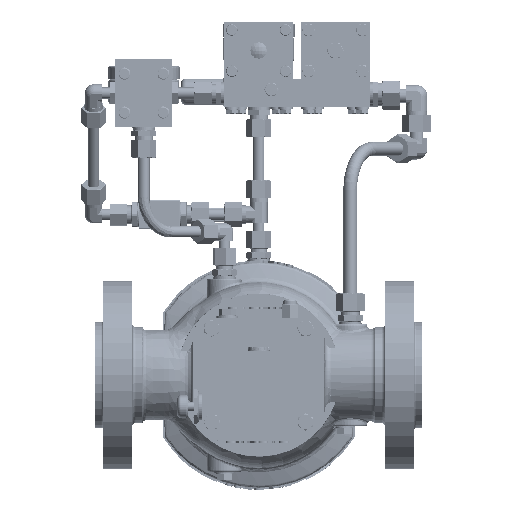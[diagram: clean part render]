
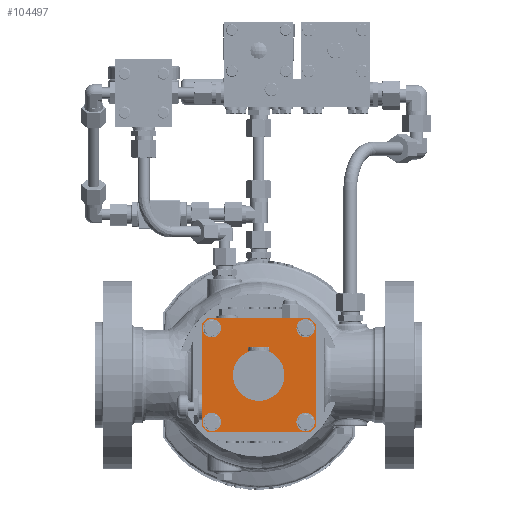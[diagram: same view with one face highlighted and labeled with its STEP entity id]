
A CAD part, front view. The second image highlights one B-rep face of the part: STEP entity #104497.
In plain terms, the highlighted planar face has unit normal (0, -1, 0).
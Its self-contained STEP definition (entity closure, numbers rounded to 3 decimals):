
#3349 = LINE ( 'NONE', #183639, #65055 ) ;
#3626 = DIRECTION ( 'NONE',  ( 1., 0., 0. ) ) ;
#4352 = DIRECTION ( 'NONE',  ( 1., 0., 0. ) ) ;
#5828 = CIRCLE ( 'NONE', #203114, 22.5 ) ;
#6044 = ORIENTED_EDGE ( 'NONE', *, *, #189725, .T. ) ;
#7815 = ORIENTED_EDGE ( 'NONE', *, *, #148092, .F. ) ;
#10460 = AXIS2_PLACEMENT_3D ( 'NONE', #69593, #103098, #4352 ) ;
#10567 = CIRCLE ( 'NONE', #172154, 22.5 ) ;
#19987 = VERTEX_POINT ( 'NONE', #149825 ) ;
#22128 = DIRECTION ( 'NONE',  ( 0., -1., 0. ) ) ;
#22842 = DIRECTION ( 'NONE',  ( 1., 0., 0. ) ) ;
#25289 = LINE ( 'NONE', #117993, #109698 ) ;
#26090 = CARTESIAN_POINT ( 'NONE',  ( 44.598, -253.5, -50. ) ) ;
#26338 = DIRECTION ( 'NONE',  ( 1., 0., 0. ) ) ;
#28083 = ORIENTED_EDGE ( 'NONE', *, *, #210640, .F. ) ;
#34267 = EDGE_CURVE ( 'Defeature ausgef�hrt53_14+Defeature ausgef�hrt53_8+Defeature ausgef�hrt53_9+Defeature ausgef�hrt53_7', #72734, #134712, #105327, .T. ) ;
#34984 = DIRECTION ( 'NONE',  ( 0., 0., 1. ) ) ;
#36290 = DIRECTION ( 'NONE',  ( 0., -1., 0. ) ) ;
#36631 = VECTOR ( 'NONE', #54729, 1000. ) ;
#38189 = CARTESIAN_POINT ( 'NONE',  ( -12.5, -253.5, 21. ) ) ;
#38372 = CARTESIAN_POINT ( 'NONE',  ( 0., -253.5, 0. ) ) ;
#39484 = CIRCLE ( 'NONE', #193460, 67. ) ;
#45213 = DIRECTION ( 'NONE',  ( 1., 0., 0. ) ) ;
#45618 = VERTEX_POINT ( 'NONE', #71264 ) ;
#51680 = VERTEX_POINT ( 'NONE', #200263 ) ;
#53801 = CARTESIAN_POINT ( 'NONE',  ( 0., -253.5, 0. ) ) ;
#54729 = DIRECTION ( 'NONE',  ( -1., 0., 0. ) ) ;
#59372 = VERTEX_POINT ( 'NONE', #26090 ) ;
#60701 = CARTESIAN_POINT ( 'NONE',  ( 0., -253.5, 0. ) ) ;
#62574 = ORIENTED_EDGE ( 'NONE', *, *, #132113, .T. ) ;
#62882 = ORIENTED_EDGE ( 'NONE', *, *, #104480, .T. ) ;
#65055 = VECTOR ( 'NONE', #34984, 1000. ) ;
#66269 = VERTEX_POINT ( 'NONE', #115852 ) ;
#69252 = CARTESIAN_POINT ( 'NONE',  ( -22.5, -253.5, 0. ) ) ;
#69593 = CARTESIAN_POINT ( 'NONE',  ( 0., -253.5, 0. ) ) ;
#71264 = CARTESIAN_POINT ( 'NONE',  ( -50., -253.5, 44.598 ) ) ;
#72734 = VERTEX_POINT ( 'NONE', #83553 ) ;
#74881 = CIRCLE ( 'NONE', #125639, 67. ) ;
#75066 = DIRECTION ( 'NONE',  ( 0., -1., 0. ) ) ;
#75250 = CARTESIAN_POINT ( 'NONE',  ( -44.598, -253.5, -50. ) ) ;
#76320 = AXIS2_PLACEMENT_3D ( 'NONE', #88058, #167398, #188015 ) ;
#79144 = ORIENTED_EDGE ( 'NONE', *, *, #132782, .F. ) ;
#80540 = CARTESIAN_POINT ( 'NONE',  ( 50., -253.5, -44.598 ) ) ;
#83553 = CARTESIAN_POINT ( 'NONE',  ( 50., -253.5, 44.598 ) ) ;
#84229 = DIRECTION ( 'NONE',  ( 0., -1., 0. ) ) ;
#88058 = CARTESIAN_POINT ( 'NONE',  ( 0., -253.5, 0. ) ) ;
#95890 = CARTESIAN_POINT ( 'NONE',  ( 44.598, -253.5, -50. ) ) ;
#96335 = CARTESIAN_POINT ( 'NONE',  ( 0., -253.5, 0. ) ) ;
#98201 = EDGE_CURVE ( 'Defeature ausgef�hrt53_14+Defeature ausgef�hrt53_7+Defeature ausgef�hrt53_8+Defeature ausgef�hrt53_6', #134712, #144207, #25289, .T. ) ;
#102187 = DIRECTION ( 'NONE',  ( -1., 0., 0. ) ) ;
#103098 = DIRECTION ( 'NONE',  ( 0., -1., 0. ) ) ;
#104480 = EDGE_CURVE ( 'Defeature ausgef�hrt53_14+Defeature ausgef�hrt53_10+Defeature ausgef�hrt53_11+Defeature ausgef�hrt53_9', #59372, #154060, #108044, .T. ) ;
#104497 = ADVANCED_FACE ( 'Defeature ausgef�hrt53_14', ( #169509, #164416 ), #185918, .T. ) ;
#105327 = CIRCLE ( 'NONE', #158391, 67. ) ;
#108044 = CIRCLE ( 'NONE', #10460, 67. ) ;
#109698 = VECTOR ( 'NONE', #102187, 1000. ) ;
#110297 = DIRECTION ( 'NONE',  ( 0., -1., 0. ) ) ;
#115852 = CARTESIAN_POINT ( 'NONE',  ( 8.078, -253.5, 21. ) ) ;
#117203 = DIRECTION ( 'NONE',  ( 1., 0., 0. ) ) ;
#117993 = CARTESIAN_POINT ( 'NONE',  ( 44.598, -253.5, 50. ) ) ;
#120939 = CARTESIAN_POINT ( 'NONE',  ( -50., -253.5, -44.598 ) ) ;
#123918 = EDGE_LOOP ( 'NONE', ( #62574, #200377, #62882, #181223, #188954, #188765, #125686, #6044 ) ) ;
#124925 = CARTESIAN_POINT ( 'NONE',  ( -44.598, -253.5, 50. ) ) ;
#125639 = AXIS2_PLACEMENT_3D ( 'NONE', #139446, #22128, #22842 ) ;
#125686 = ORIENTED_EDGE ( 'NONE', *, *, #169514, .T. ) ;
#126156 = VERTEX_POINT ( 'NONE', #204540 ) ;
#132113 = EDGE_CURVE ( 'Defeature ausgef�hrt53_14+Defeature ausgef�hrt53_12+Defeature ausgef�hrt53_13+Defeature ausgef�hrt53_11', #19987, #205966, #39484, .T. ) ;
#132782 = EDGE_CURVE ( 'Defeature ausgef�hrt53_2+Defeature ausgef�hrt53_14+Defeature ausgef�hrt53_0+Defeature ausgef�hrt53_0', #66269, #126156, #161978, .T. ) ;
#133086 = ORIENTED_EDGE ( 'NONE', *, *, #149190, .F. ) ;
#134712 = VERTEX_POINT ( 'NONE', #178122 ) ;
#139446 = CARTESIAN_POINT ( 'NONE',  ( 0., -253.5, 0. ) ) ;
#144207 = VERTEX_POINT ( 'NONE', #124925 ) ;
#148092 = EDGE_CURVE ( 'Defeature ausgef�hrt53_0+Defeature ausgef�hrt53_14+Defeature ausgef�hrt53_2+Defeature ausgef�hrt53_2', #126156, #148227, #200095, .T. ) ;
#148227 = VERTEX_POINT ( 'NONE', #69252 ) ;
#148270 = VECTOR ( 'NONE', #209498, 1000. ) ;
#149190 = EDGE_CURVE ( 'Defeature ausgef�hrt53_0+Defeature ausgef�hrt53_14+Defeature ausgef�hrt53_2+Defeature ausgef�hrt53_2', #51680, #66269, #10567, .T. ) ;
#149825 = CARTESIAN_POINT ( 'NONE',  ( -50., -253.5, -44.598 ) ) ;
#150790 = EDGE_CURVE ( 'Defeature ausgef�hrt53_14+Defeature ausgef�hrt53_11+Defeature ausgef�hrt53_12+Defeature ausgef�hrt53_10', #205966, #59372, #204425, .T. ) ;
#154060 = VERTEX_POINT ( 'NONE', #80540 ) ;
#158391 = AXIS2_PLACEMENT_3D ( 'NONE', #158842, #110297, #45213 ) ;
#158842 = CARTESIAN_POINT ( 'NONE',  ( 0., -253.5, 0. ) ) ;
#161060 = VECTOR ( 'NONE', #168076, 1000. ) ;
#161978 = LINE ( 'NONE', #38189, #36631 ) ;
#164416 = FACE_OUTER_BOUND ( 'NONE', #123918, .T. ) ;
#167398 = DIRECTION ( 'NONE',  ( 0., -1., 0. ) ) ;
#168076 = DIRECTION ( 'NONE',  ( 0., 0., -1. ) ) ;
#168112 = DIRECTION ( 'NONE',  ( 0., -1., 0. ) ) ;
#169509 = FACE_BOUND ( 'NONE', #202940, .T. ) ;
#169514 = EDGE_CURVE ( 'Defeature ausgef�hrt53_14+Defeature ausgef�hrt53_6+Defeature ausgef�hrt53_7+Defeature ausgef�hrt53_13', #144207, #45618, #74881, .T. ) ;
#172154 = AXIS2_PLACEMENT_3D ( 'NONE', #60701, #75066, #26338 ) ;
#178122 = CARTESIAN_POINT ( 'NONE',  ( 44.598, -253.5, 50. ) ) ;
#181223 = ORIENTED_EDGE ( 'NONE', *, *, #204596, .T. ) ;
#183639 = CARTESIAN_POINT ( 'NONE',  ( 50., -253.5, -44.598 ) ) ;
#185918 = PLANE ( 'NONE',  #76320 ) ;
#188015 = DIRECTION ( 'NONE',  ( 1., 0., 0. ) ) ;
#188765 = ORIENTED_EDGE ( 'NONE', *, *, #98201, .T. ) ;
#188954 = ORIENTED_EDGE ( 'NONE', *, *, #34267, .T. ) ;
#189725 = EDGE_CURVE ( 'Defeature ausgef�hrt53_14+Defeature ausgef�hrt53_13+Defeature ausgef�hrt53_6+Defeature ausgef�hrt53_12', #45618, #19987, #212118, .T. ) ;
#193460 = AXIS2_PLACEMENT_3D ( 'NONE', #38372, #36290, #117203 ) ;
#199373 = AXIS2_PLACEMENT_3D ( 'NONE', #96335, #84229, #209954 ) ;
#200095 = CIRCLE ( 'NONE', #199373, 22.5 ) ;
#200263 = CARTESIAN_POINT ( 'NONE',  ( 22.5, -253.5, 0. ) ) ;
#200377 = ORIENTED_EDGE ( 'NONE', *, *, #150790, .T. ) ;
#202940 = EDGE_LOOP ( 'NONE', ( #79144, #133086, #28083, #7815 ) ) ;
#203114 = AXIS2_PLACEMENT_3D ( 'NONE', #53801, #168112, #3626 ) ;
#204425 = LINE ( 'NONE', #95890, #148270 ) ;
#204540 = CARTESIAN_POINT ( 'NONE',  ( -8.078, -253.5, 21. ) ) ;
#204596 = EDGE_CURVE ( 'Defeature ausgef�hrt53_14+Defeature ausgef�hrt53_9+Defeature ausgef�hrt53_10+Defeature ausgef�hrt53_8', #154060, #72734, #3349, .T. ) ;
#205966 = VERTEX_POINT ( 'NONE', #75250 ) ;
#209498 = DIRECTION ( 'NONE',  ( 1., 0., 0. ) ) ;
#209954 = DIRECTION ( 'NONE',  ( 1., 0., 0. ) ) ;
#210640 = EDGE_CURVE ( 'Defeature ausgef�hrt53_0+Defeature ausgef�hrt53_14+Defeature ausgef�hrt53_2+Defeature ausgef�hrt53_2', #148227, #51680, #5828, .T. ) ;
#212118 = LINE ( 'NONE', #120939, #161060 ) ;
